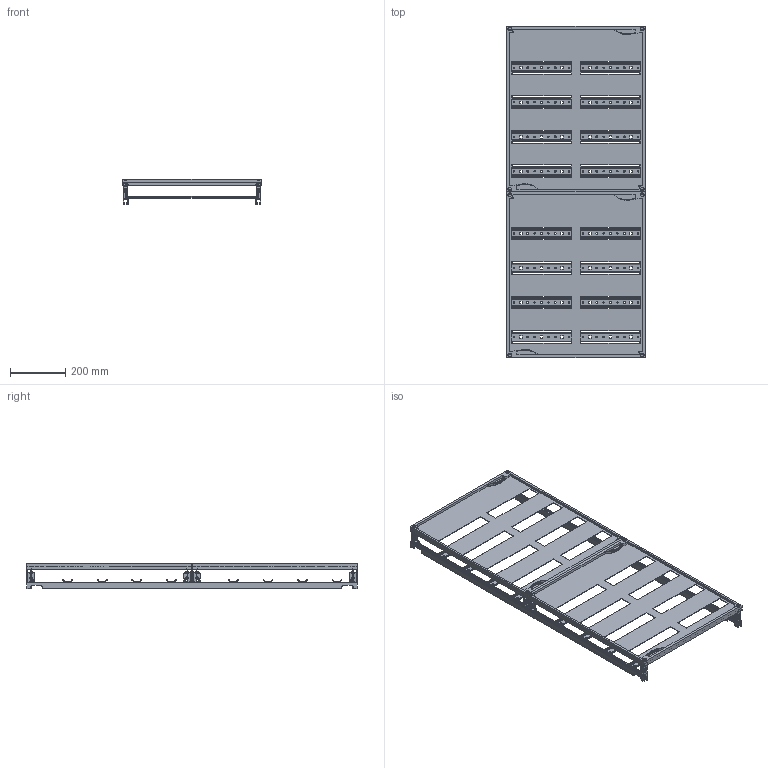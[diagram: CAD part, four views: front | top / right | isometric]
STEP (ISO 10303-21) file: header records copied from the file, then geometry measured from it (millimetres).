
FILE_DESCRIPTION(('STEP AP214'),'1');
FILE_NAME('cctmp_B9F7A0A7-594D-4D2D-B8BC-25C7F8AC07C0_2023_07_22_14_57_57_0492..stp','2023-07-22T12:58:01',('SIEMENS A&D'),('CADClick - www.CADClick.com'),'Spatial InterOp 3D postprocessed',' ','unknown authorization');
FILE_SCHEMA(('AUTOMOTIVE_DESIGN'));
Length unit declared in the file: millimetre
Products named in the file (45): cc_unnamed; 2023_07_22_14_57_57_0360; 2023_07_22_14_57_57_0356; 2023_07_22_14_57_57_0352; 2023_07_22_14_57_57_0348; 2023_07_22_14_57_57_0344; 2023_07_22_14_57_57_0340; 2023_07_22_14_57_57_0336; 2023_07_22_14_57_57_0332; 2023_07_22_14_57_57_0328; 2023_07_22_14_57_57_0324; 2023_07_22_14_57_57_0320; 2023_07_22_14_57_57_0316; 2023_07_22_14_57_57_0312; 2023_07_22_14_57_57_0308; 2023_07_22_14_57_57_0304; 2023_07_22_14_57_57_0300; 2023_07_22_14_57_57_0296; 2023_07_22_14_57_57_0292; 2023_07_22_14_57_57_0288; 2023_07_22_14_57_57_0284; 2023_07_22_14_57_57_0280; 2023_07_22_14_57_57_0276; 2023_07_22_14_57_57_0272; 2023_07_22_14_57_57_0268; 2023_07_22_14_57_57_0264; 2023_07_22_14_57_57_0260; 2023_07_22_14_57_57_0256; 2023_07_22_14_57_57_0252; 2023_07_22_14_57_57_0248; 2023_07_22_14_57_57_0244; 2023_07_22_14_57_57_0240; 2023_07_22_14_57_57_0236; 2023_07_22_14_57_57_0232; 2023_07_22_14_57_57_0228; 2023_07_22_14_57_57_0224; 2023_07_22_14_57_57_0220; 2023_07_22_14_57_57_0216; 2023_07_22_14_57_57_0212; 2023_07_22_14_57_57_0208 ...
Assembly tree (44 placements, depth 2):
  cc_unnamed
    2023_07_22_14_57_57_0360
    2023_07_22_14_57_57_0356
    2023_07_22_14_57_57_0352
    2023_07_22_14_57_57_0348
    2023_07_22_14_57_57_0344
    2023_07_22_14_57_57_0340
    2023_07_22_14_57_57_0336
    2023_07_22_14_57_57_0332
    2023_07_22_14_57_57_0328
    2023_07_22_14_57_57_0324
    2023_07_22_14_57_57_0320
    2023_07_22_14_57_57_0316
    2023_07_22_14_57_57_0312
    2023_07_22_14_57_57_0308
    2023_07_22_14_57_57_0304
    2023_07_22_14_57_57_0300
    2023_07_22_14_57_57_0296
    2023_07_22_14_57_57_0292
    2023_07_22_14_57_57_0288
    2023_07_22_14_57_57_0284
    2023_07_22_14_57_57_0280
    2023_07_22_14_57_57_0276
    2023_07_22_14_57_57_0272
    2023_07_22_14_57_57_0268
    2023_07_22_14_57_57_0264
    2023_07_22_14_57_57_0260
    2023_07_22_14_57_57_0256
    2023_07_22_14_57_57_0252
    2023_07_22_14_57_57_0248
    2023_07_22_14_57_57_0244
    2023_07_22_14_57_57_0240
    2023_07_22_14_57_57_0236
    2023_07_22_14_57_57_0232
    2023_07_22_14_57_57_0228
    2023_07_22_14_57_57_0224
    2023_07_22_14_57_57_0220
    2023_07_22_14_57_57_0216
    2023_07_22_14_57_57_0212
    2023_07_22_14_57_57_0208
    2023_07_22_14_57_57_0205
    2023_07_22_14_57_57_0201
    2023_07_22_14_57_57_0197
    2023_07_22_14_57_57_0193
    2023_07_22_14_57_57_0189
Bounding box: 500 x 1200 x 92.8 mm (x, y, z)
Volume: 1849977.1 mm3; surface area: 1868758.9 mm2
Topology: 44 solids, 44 shells, 4552 faces, 12868 edges, 8448 vertices
Faces by surface type: plane 2712, cylinder 1760, sphere 32, torus 32, cone 16
Entity records: 165909 total; most frequent: CARTESIAN_POINT 27441, DIRECTION 26214, ORIENTED_EDGE 25800, EDGE_CURVE 12900, AXIS2_PLACEMENT_3D 8869, VERTEX_POINT 8480, LINE 8476, VECTOR 8476
